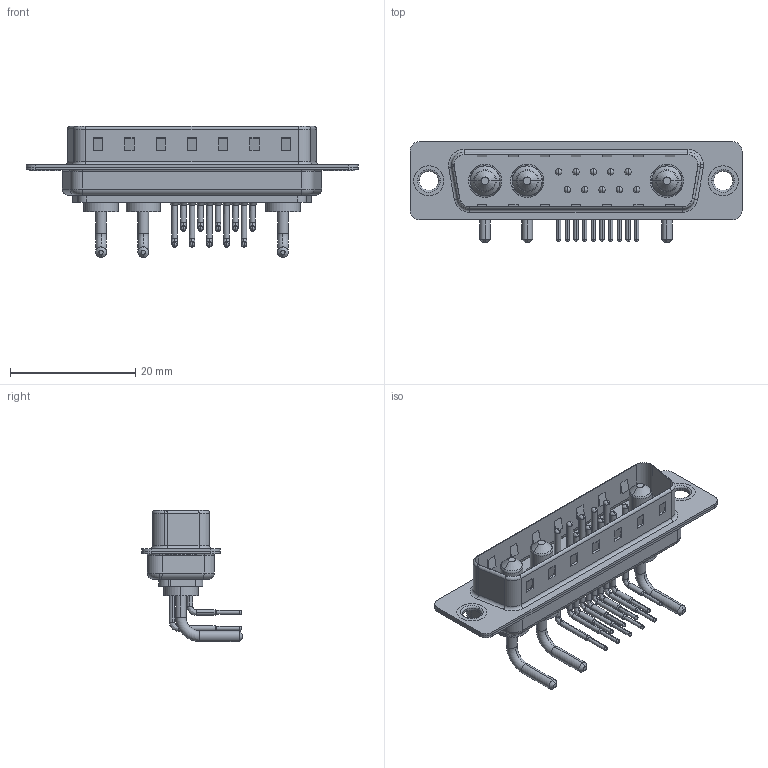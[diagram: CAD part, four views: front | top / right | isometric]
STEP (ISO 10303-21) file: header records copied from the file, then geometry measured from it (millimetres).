
FILE_DESCRIPTION (( 'STEP AP203' ), '1' );
FILE_NAME ('629-13W3240-1N1.STEP', '2022-05-10T00:24:14', ( '' ), ( '' ), 'SwSTEP 2.0', 'SolidWorks 2020', '' );
FILE_SCHEMA (( 'CONFIG_CONTROL_DESIGN' ));
Length unit declared in the file: millimetre
Products named in the file (8): Power Pin_10A RA; 629Combo Contact Row 2; 629Combo Shell Rear_25 Contacts; 629Combo Contact Row 1; 629Combo Thru Hole Rivet; 629Combo Housing_13W3; 629-13W3240-1N1; 629Combo Shell Front_25 Contacts
Assembly tree (18 placements, depth 2):
  629-13W3240-1N1
    629Combo Housing_13W3
    629Combo Shell Rear_25 Contacts
    629Combo Shell Front_25 Contacts
    629Combo Thru Hole Rivet  x2
    Power Pin_10A RA  x3
    629Combo Contact Row 1  x5
    629Combo Contact Row 2  x5
Bounding box: 53.05 x 16.05 x 20.95 mm (x, y, z)
Volume: 2958.6 mm3; surface area: 7072.9 mm2
Topology: 21 solids, 21 shells, 1579 faces, 4261 edges, 2744 vertices
Faces by surface type: plane 841, cylinder 544, torus 70, bspline 63, cone 61
Entity records: 21760 total; most frequent: CARTESIAN_POINT 3778, DIRECTION 3672, ORIENTED_EDGE 3414, EDGE_CURVE 1707, AXIS2_PLACEMENT_3D 1309, VERTEX_POINT 1096, VECTOR 1054, LINE 1054
